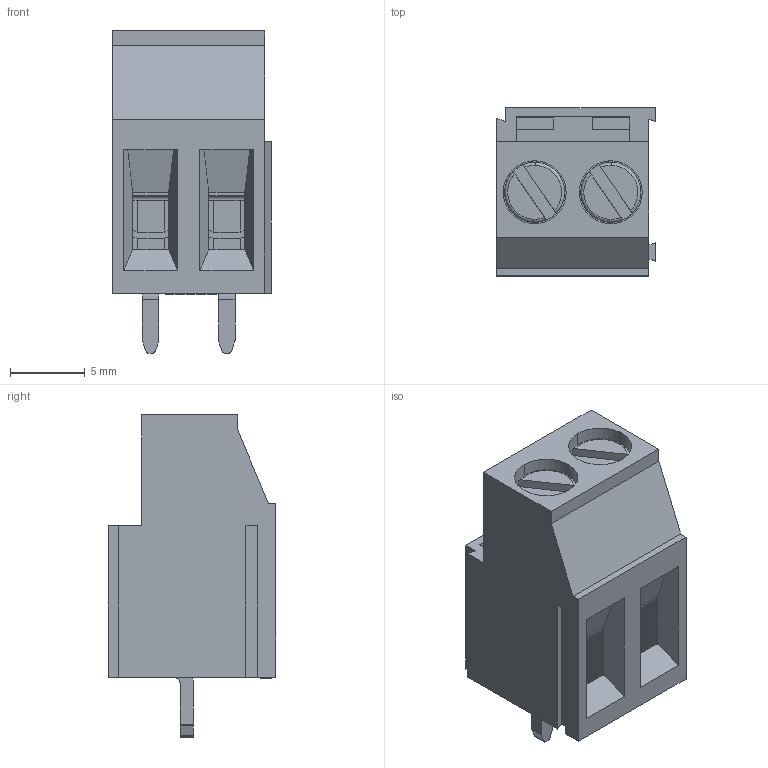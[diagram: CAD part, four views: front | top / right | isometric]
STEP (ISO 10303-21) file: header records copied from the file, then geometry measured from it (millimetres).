
FILE_DESCRIPTION(('STEP AP214'),'1');
FILE_NAME('CONN-TH_XY129V-B-5.08-2P.stp','2021-08-18T18:41:45',(' '),(' '),'Spatial InterOp 3D',' ',' ');
FILE_SCHEMA(('AUTOMOTIVE_DESIGN { 1 0 10303 214 1 1 1 1 }'));
Length unit declared in the file: millimetre
Products named in the file (1): PRT0002
Bounding box: 10.6 x 11.2 x 21.5 mm (x, y, z)
Volume: 1014 mm3; surface area: 2336.8 mm2
Topology: 3 solids, 3 shells, 343 faces, 1032 edges, 684 vertices
Faces by surface type: plane 279, cylinder 56, torus 8
Entity records: 14308 total; most frequent: ORIENTED_EDGE 2064, CARTESIAN_POINT 2061, DIRECTION 1874, EDGE_CURVE 1032, LINE 880, VECTOR 880, VERTEX_POINT 684, AXIS2_PLACEMENT_3D 497
